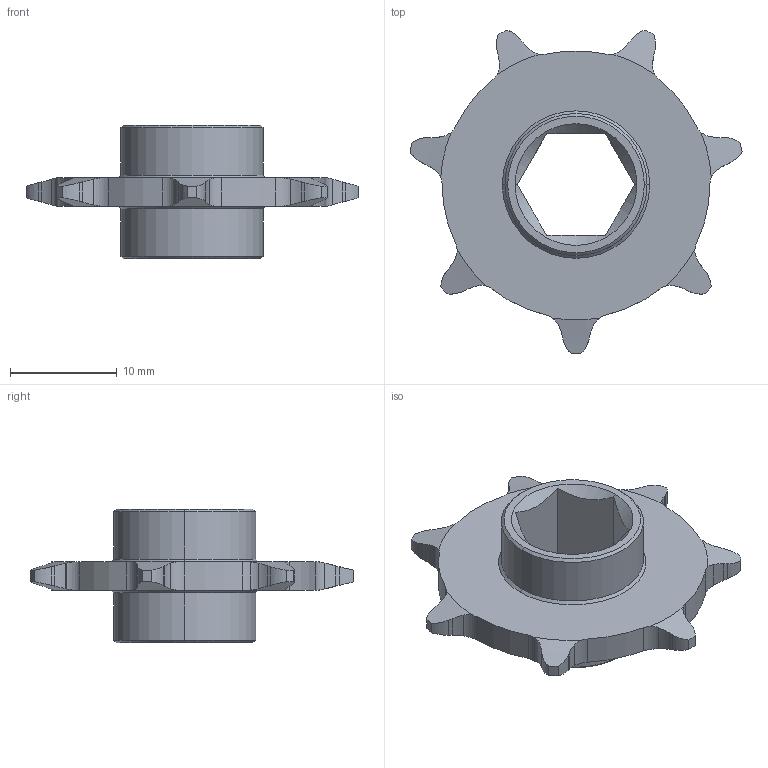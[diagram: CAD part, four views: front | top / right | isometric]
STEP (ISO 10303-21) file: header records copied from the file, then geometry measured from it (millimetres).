
FILE_DESCRIPTION (( 'STEP AP214' ), '1' );
FILE_NAME ('am-5472 7T 375IN Hex Bore Cog.STEP', '2024-07-17T19:01:59', ( '' ), ( '' ), 'SwSTEP 2.0', 'SolidWorks 2024', '' );
FILE_SCHEMA (( 'AUTOMOTIVE_DESIGN' ));
Length unit declared in the file: inch
Products named in the file (1): am-5472 7T 375IN Hex Bore Cog
Bounding box: 31.17 x 30.4 x 12.57 mm (x, y, z)
Volume: 1824.6 mm3; surface area: 1982.2 mm2
Topology: 1 solids, 1 shells, 113 faces, 315 edges, 206 vertices
Faces by surface type: cylinder 63, cone 26, plane 24
Entity records: 4006 total; most frequent: CARTESIAN_POINT 1247, ORIENTED_EDGE 630, DIRECTION 503, EDGE_CURVE 315, VERTEX_POINT 206, AXIS2_PLACEMENT_3D 204, B_SPLINE_CURVE_WITH_KNOTS 130, EDGE_LOOP 117
